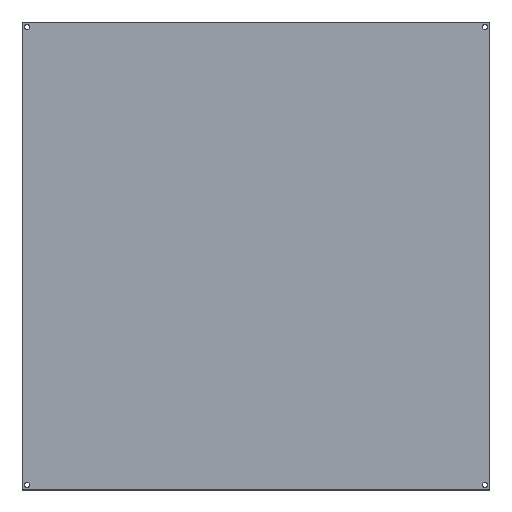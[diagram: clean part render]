
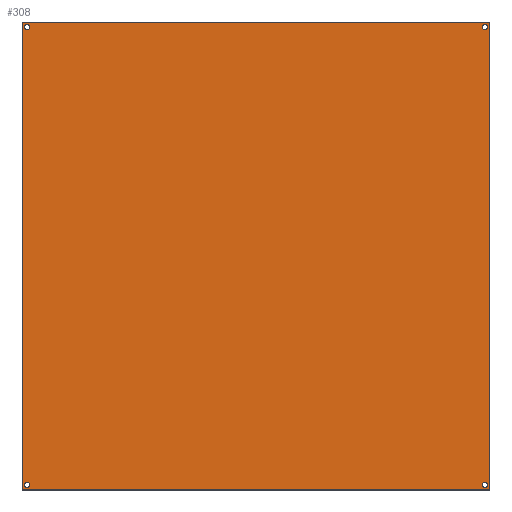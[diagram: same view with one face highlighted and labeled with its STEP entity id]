
A CAD part, top view. The second image highlights one B-rep face of the part: STEP entity #308.
In plain terms, the highlighted planar face has unit normal (0, 0, 1).
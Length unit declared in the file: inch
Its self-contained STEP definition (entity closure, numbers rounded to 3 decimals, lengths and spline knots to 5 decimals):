
#2 = DIRECTION ( 'NONE',  ( -1., 0., 0. ) ) ;
#4 = CARTESIAN_POINT ( 'NONE',  ( -11.375, -11.375, 0.115 ) ) ;
#9 = CARTESIAN_POINT ( 'NONE',  ( -11., -11.125, 0.115 ) ) ;
#11 = CARTESIAN_POINT ( 'NONE',  ( 11.125, -11.125, 0.115 ) ) ;
#15 = AXIS2_PLACEMENT_3D ( 'NONE', #303, #257, #135 ) ;
#16 = EDGE_LOOP ( 'NONE', ( #130, #424 ) ) ;
#20 = ORIENTED_EDGE ( 'NONE', *, *, #415, .T. ) ;
#24 = ORIENTED_EDGE ( 'NONE', *, *, #338, .T. ) ;
#31 = FACE_BOUND ( 'NONE', #16, .T. ) ;
#43 = EDGE_CURVE ( 'NONE', #99, #84, #330, .T. ) ;
#51 = CIRCLE ( 'NONE', #405, 0.125 ) ;
#60 = CARTESIAN_POINT ( 'NONE',  ( -11.125, -11.125, 0.115 ) ) ;
#63 = EDGE_CURVE ( 'NONE', #124, #385, #73, .T. ) ;
#69 = CARTESIAN_POINT ( 'NONE',  ( -11.375, -11.375, 0.115 ) ) ;
#73 = LINE ( 'NONE', #69, #280 ) ;
#77 = CARTESIAN_POINT ( 'NONE',  ( 11.375, 11.375, 0.115 ) ) ;
#79 = CARTESIAN_POINT ( 'NONE',  ( -11.375, -11.375, 0.115 ) ) ;
#84 = VERTEX_POINT ( 'NONE', #507 ) ;
#88 = AXIS2_PLACEMENT_3D ( 'NONE', #217, #219, #384 ) ;
#95 = EDGE_LOOP ( 'NONE', ( #294, #452 ) ) ;
#99 = VERTEX_POINT ( 'NONE', #397 ) ;
#105 = CARTESIAN_POINT ( 'NONE',  ( -11.125, -11.125, 0.115 ) ) ;
#112 = CARTESIAN_POINT ( 'NONE',  ( -11.375, 11.375, 0.115 ) ) ;
#119 = DIRECTION ( 'NONE',  ( 1., 0., 0. ) ) ;
#120 = ORIENTED_EDGE ( 'NONE', *, *, #468, .T. ) ;
#124 = VERTEX_POINT ( 'NONE', #4 ) ;
#130 = ORIENTED_EDGE ( 'NONE', *, *, #442, .F. ) ;
#133 = VERTEX_POINT ( 'NONE', #314 ) ;
#134 = FACE_BOUND ( 'NONE', #168, .T. ) ;
#135 = DIRECTION ( 'NONE',  ( 1., 0., 0. ) ) ;
#140 = CIRCLE ( 'NONE', #88, 0.125 ) ;
#143 = FACE_BOUND ( 'NONE', #95, .T. ) ;
#148 = DIRECTION ( 'NONE',  ( 1., 0., 0. ) ) ;
#153 = EDGE_CURVE ( 'NONE', #133, #380, #431, .T. ) ;
#155 = CARTESIAN_POINT ( 'NONE',  ( -11., 11.125, 0.115 ) ) ;
#160 = AXIS2_PLACEMENT_3D ( 'NONE', #392, #222, #184 ) ;
#168 = EDGE_LOOP ( 'NONE', ( #462, #336 ) ) ;
#171 = EDGE_CURVE ( 'NONE', #387, #173, #51, .T. ) ;
#173 = VERTEX_POINT ( 'NONE', #155 ) ;
#176 = VERTEX_POINT ( 'NONE', #77 ) ;
#184 = DIRECTION ( 'NONE',  ( -1., 0., 0. ) ) ;
#185 = VECTOR ( 'NONE', #404, 39.37008 ) ;
#189 = DIRECTION ( 'NONE',  ( 0., 1., 0. ) ) ;
#195 = LINE ( 'NONE', #79, #185 ) ;
#201 = CARTESIAN_POINT ( 'NONE',  ( 11.125, 11.125, 0.115 ) ) ;
#204 = DIRECTION ( 'NONE',  ( 0., 0., 1. ) ) ;
#207 = ORIENTED_EDGE ( 'NONE', *, *, #324, .F. ) ;
#215 = VECTOR ( 'NONE', #2, 39.37008 ) ;
#217 = CARTESIAN_POINT ( 'NONE',  ( -11.125, 11.125, 0.115 ) ) ;
#218 = ORIENTED_EDGE ( 'NONE', *, *, #63, .T. ) ;
#219 = DIRECTION ( 'NONE',  ( 0., 0., 1. ) ) ;
#222 = DIRECTION ( 'NONE',  ( 0., 0., -1. ) ) ;
#226 = VECTOR ( 'NONE', #189, 39.37008 ) ;
#235 = CARTESIAN_POINT ( 'NONE',  ( 11.125, -11.125, 0.115 ) ) ;
#236 = CARTESIAN_POINT ( 'NONE',  ( 11., -11.125, 0.115 ) ) ;
#253 = EDGE_CURVE ( 'NONE', #380, #133, #474, .T. ) ;
#257 = DIRECTION ( 'NONE',  ( 0., 0., 1. ) ) ;
#262 = ORIENTED_EDGE ( 'NONE', *, *, #501, .F. ) ;
#270 = FACE_OUTER_BOUND ( 'NONE', #373, .T. ) ;
#276 = DIRECTION ( 'NONE',  ( 0., 0., 1. ) ) ;
#277 = DIRECTION ( 'NONE',  ( 1., 0., 0. ) ) ;
#280 = VECTOR ( 'NONE', #277, 39.37008 ) ;
#282 = DIRECTION ( 'NONE',  ( 0., 0., 1. ) ) ;
#284 = DIRECTION ( 'NONE',  ( 1., 0., 0. ) ) ;
#292 = VERTEX_POINT ( 'NONE', #499 ) ;
#294 = ORIENTED_EDGE ( 'NONE', *, *, #153, .F. ) ;
#302 = PLANE ( 'NONE',  #160 ) ;
#303 = CARTESIAN_POINT ( 'NONE',  ( 11.125, 11.125, 0.115 ) ) ;
#305 = FACE_BOUND ( 'NONE', #416, .T. ) ;
#308 = ADVANCED_FACE ( 'NONE', ( #134, #31, #143, #305, #270 ), #302, .F. ) ;
#314 = CARTESIAN_POINT ( 'NONE',  ( 11.25, -11.125, 0.115 ) ) ;
#324 = EDGE_CURVE ( 'NONE', #340, #451, #494, .T. ) ;
#327 = DIRECTION ( 'NONE',  ( 0., 0., 1. ) ) ;
#328 = CARTESIAN_POINT ( 'NONE',  ( -11.25, 11.125, 0.115 ) ) ;
#330 = CIRCLE ( 'NONE', #15, 0.125 ) ;
#336 = ORIENTED_EDGE ( 'NONE', *, *, #171, .F. ) ;
#338 = EDGE_CURVE ( 'NONE', #385, #176, #343, .T. ) ;
#340 = VERTEX_POINT ( 'NONE', #463 ) ;
#343 = LINE ( 'NONE', #389, #226 ) ;
#350 = DIRECTION ( 'NONE',  ( 1., 0., 0. ) ) ;
#355 = CARTESIAN_POINT ( 'NONE',  ( -11.125, 11.125, 0.115 ) ) ;
#357 = AXIS2_PLACEMENT_3D ( 'NONE', #235, #282, #284 ) ;
#361 = DIRECTION ( 'NONE',  ( 0., 0., 1. ) ) ;
#366 = LINE ( 'NONE', #112, #215 ) ;
#373 = EDGE_LOOP ( 'NONE', ( #24, #120, #20, #218 ) ) ;
#375 = EDGE_CURVE ( 'NONE', #173, #387, #140, .T. ) ;
#377 = CIRCLE ( 'NONE', #486, 0.125 ) ;
#380 = VERTEX_POINT ( 'NONE', #236 ) ;
#384 = DIRECTION ( 'NONE',  ( 1., 0., 0. ) ) ;
#385 = VERTEX_POINT ( 'NONE', #484 ) ;
#386 = DIRECTION ( 'NONE',  ( 0., 0., 1. ) ) ;
#387 = VERTEX_POINT ( 'NONE', #328 ) ;
#389 = CARTESIAN_POINT ( 'NONE',  ( 11.375, -11.375, 0.115 ) ) ;
#392 = CARTESIAN_POINT ( 'NONE',  ( 0., 0., 0.115 ) ) ;
#396 = DIRECTION ( 'NONE',  ( 1., 0., 0. ) ) ;
#397 = CARTESIAN_POINT ( 'NONE',  ( 11., 11.125, 0.115 ) ) ;
#402 = AXIS2_PLACEMENT_3D ( 'NONE', #105, #276, #148 ) ;
#404 = DIRECTION ( 'NONE',  ( 0., -1., 0. ) ) ;
#405 = AXIS2_PLACEMENT_3D ( 'NONE', #355, #327, #483 ) ;
#412 = AXIS2_PLACEMENT_3D ( 'NONE', #11, #361, #119 ) ;
#415 = EDGE_CURVE ( 'NONE', #292, #124, #195, .T. ) ;
#416 = EDGE_LOOP ( 'NONE', ( #262, #207 ) ) ;
#424 = ORIENTED_EDGE ( 'NONE', *, *, #43, .F. ) ;
#431 = CIRCLE ( 'NONE', #412, 0.125 ) ;
#442 = EDGE_CURVE ( 'NONE', #84, #99, #377, .T. ) ;
#447 = CIRCLE ( 'NONE', #402, 0.125 ) ;
#451 = VERTEX_POINT ( 'NONE', #9 ) ;
#452 = ORIENTED_EDGE ( 'NONE', *, *, #253, .F. ) ;
#458 = AXIS2_PLACEMENT_3D ( 'NONE', #60, #386, #350 ) ;
#462 = ORIENTED_EDGE ( 'NONE', *, *, #375, .F. ) ;
#463 = CARTESIAN_POINT ( 'NONE',  ( -11.25, -11.125, 0.115 ) ) ;
#468 = EDGE_CURVE ( 'NONE', #176, #292, #366, .T. ) ;
#474 = CIRCLE ( 'NONE', #357, 0.125 ) ;
#483 = DIRECTION ( 'NONE',  ( 1., 0., 0. ) ) ;
#484 = CARTESIAN_POINT ( 'NONE',  ( 11.375, -11.375, 0.115 ) ) ;
#486 = AXIS2_PLACEMENT_3D ( 'NONE', #201, #204, #396 ) ;
#494 = CIRCLE ( 'NONE', #458, 0.125 ) ;
#499 = CARTESIAN_POINT ( 'NONE',  ( -11.375, 11.375, 0.115 ) ) ;
#501 = EDGE_CURVE ( 'NONE', #451, #340, #447, .T. ) ;
#507 = CARTESIAN_POINT ( 'NONE',  ( 11.25, 11.125, 0.115 ) ) ;
